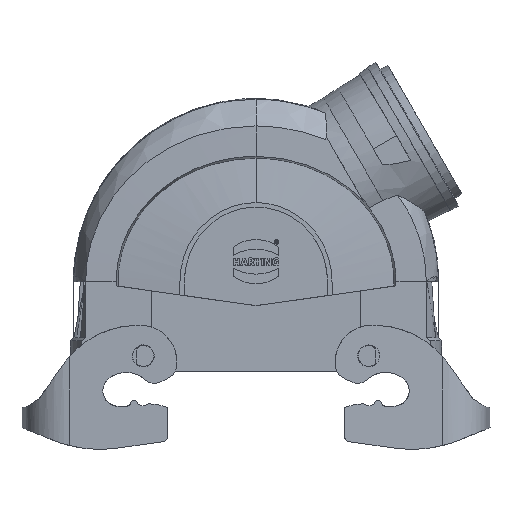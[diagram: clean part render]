
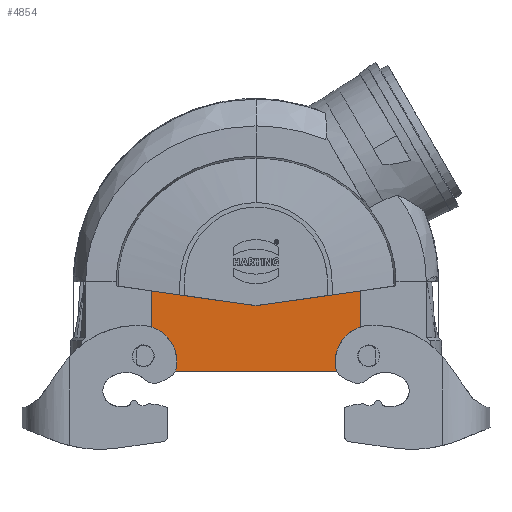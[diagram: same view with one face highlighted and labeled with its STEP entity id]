
A CAD part, front view. The second image highlights one B-rep face of the part: STEP entity #4854.
In plain terms, the highlighted planar face has unit normal (0, -1, 0).
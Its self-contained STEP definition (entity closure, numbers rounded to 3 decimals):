
#3870=CIRCLE('',#15989,3.5);
#3871=CIRCLE('',#15990,3.5);
#4352=PLANE('',#15991);
#4854=ADVANCED_FACE('',(#5575),#4352,.F.);
#5575=FACE_OUTER_BOUND('',#6170,.T.);
#6170=EDGE_LOOP('',(#8768,#8769,#8770,#8771,#8772,#8773,#8774,#8775,#8776));
#8768=ORIENTED_EDGE('',*,*,#11944,.T.);
#8769=ORIENTED_EDGE('',*,*,#12289,.T.);
#8770=ORIENTED_EDGE('',*,*,#11953,.T.);
#8771=ORIENTED_EDGE('',*,*,#12235,.T.);
#8772=ORIENTED_EDGE('',*,*,#11934,.T.);
#8773=ORIENTED_EDGE('',*,*,#12290,.T.);
#8774=ORIENTED_EDGE('',*,*,#11929,.T.);
#8775=ORIENTED_EDGE('',*,*,#12291,.T.);
#8776=ORIENTED_EDGE('',*,*,#12292,.T.);
#10597=VERTEX_POINT('',#21477);
#10598=VERTEX_POINT('',#21478);
#10602=VERTEX_POINT('',#21486);
#10603=VERTEX_POINT('',#21488);
#10611=VERTEX_POINT('',#21512);
#10612=VERTEX_POINT('',#21514);
#10620=VERTEX_POINT('',#21539);
#10621=VERTEX_POINT('',#21541);
#10881=VERTEX_POINT('',#24970);
#11929=EDGE_CURVE('',#10597,#10598,#13234,.T.);
#11934=EDGE_CURVE('',#10603,#10602,#13236,.T.);
#11944=EDGE_CURVE('',#10612,#10611,#13242,.T.);
#11953=EDGE_CURVE('',#10621,#10620,#13248,.T.);
#12235=EDGE_CURVE('',#10620,#10603,#13384,.T.);
#12289=EDGE_CURVE('',#10611,#10621,#3870,.T.);
#12290=EDGE_CURVE('',#10602,#10597,#3871,.T.);
#12291=EDGE_CURVE('',#10598,#10881,#13415,.T.);
#12292=EDGE_CURVE('',#10881,#10612,#13416,.T.);
#13234=LINE('',#21476,#14233);
#13236=LINE('',#21487,#14235);
#13242=LINE('',#21513,#14241);
#13248=LINE('',#21540,#14247);
#13384=LINE('',#24675,#14390);
#13415=LINE('',#24969,#14421);
#13416=LINE('',#24971,#14422);
#14233=VECTOR('',#17919,1.);
#14235=VECTOR('',#17927,1.);
#14241=VECTOR('',#17939,1.);
#14247=VECTOR('',#17945,1.);
#14390=VECTOR('',#18210,1.);
#14421=VECTOR('',#18285,1.);
#14422=VECTOR('',#18286,1.);
#15989=AXIS2_PLACEMENT_3D('',#24967,#18281,#18282);
#15990=AXIS2_PLACEMENT_3D('',#24968,#18283,#18284);
#15991=AXIS2_PLACEMENT_3D('',#24972,#18287,#18288);
#17919=DIRECTION('',(0.,0.,1.));
#17927=DIRECTION('',(0.,0.,1.));
#17939=DIRECTION('',(0.,0.,-1.));
#17945=DIRECTION('',(0.,0.,-1.));
#18210=DIRECTION('',(1.,0.,0.));
#18281=DIRECTION('',(0.,1.,0.));
#18282=DIRECTION('',(-1.,0.,0.));
#18283=DIRECTION('',(0.,1.,0.));
#18284=DIRECTION('',(-1.,0.,0.));
#18285=DIRECTION('',(-0.99,0.,-0.139));
#18286=DIRECTION('',(-0.99,0.,0.139));
#18287=DIRECTION('',(0.,1.,0.));
#18288=DIRECTION('',(-1.,0.,0.));
#21476=CARTESIAN_POINT('',(34.17,-22.5,20.3));
#21477=CARTESIAN_POINT('',(34.17,-22.5,-1.991));
#21478=CARTESIAN_POINT('',(34.17,-22.5,17.239));
#21486=CARTESIAN_POINT('',(34.17,-22.5,-6.109));
#21487=CARTESIAN_POINT('',(34.17,-22.5,20.3));
#21488=CARTESIAN_POINT('',(34.17,-22.5,-9.15));
#21512=CARTESIAN_POINT('',(-34.17,-22.5,-1.991));
#21513=CARTESIAN_POINT('',(-34.17,-22.5,20.3));
#21514=CARTESIAN_POINT('',(-34.17,-22.5,17.239));
#21539=CARTESIAN_POINT('',(-34.17,-22.5,-9.15));
#21540=CARTESIAN_POINT('',(-34.17,-22.5,20.3));
#21541=CARTESIAN_POINT('',(-34.17,-22.5,-6.109));
#24675=CARTESIAN_POINT('',(-34.17,-22.5,-9.15));
#24967=CARTESIAN_POINT('',(-37.,-22.5,-4.05));
#24968=CARTESIAN_POINT('',(37.,-22.5,-4.05));
#24969=CARTESIAN_POINT('',(34.592,-22.5,17.298));
#24970=CARTESIAN_POINT('',(0.,-22.5,12.437));
#24971=CARTESIAN_POINT('',(-34.592,-22.5,17.298));
#24972=CARTESIAN_POINT('',(-34.17,-22.5,20.3));
